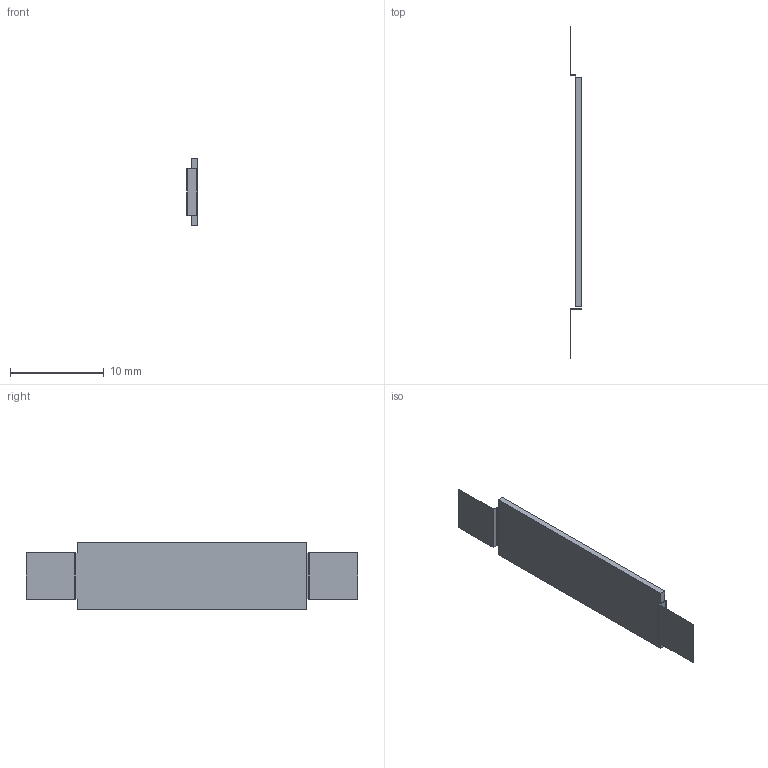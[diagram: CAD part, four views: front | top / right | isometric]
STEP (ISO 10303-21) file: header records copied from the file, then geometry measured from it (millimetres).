
FILE_DESCRIPTION((''),'2;1');
FILE_NAME('2600236','2018-09-14T',('dh4330'),(''),'CREO PARAMETRIC BY PTC INC, 2015200','CREO PARAMETRIC BY PTC INC, 2015200','');
FILE_SCHEMA(('CONFIG_CONTROL_DESIGN'));
Length unit declared in the file: inch
Products named in the file (1): 2600236
Bounding box: 1.17 x 35.48 x 7.2 mm (x, y, z)
Surface area: 520.5 mm2 (no closed solid volume)
Topology: 0 solids, 0 shells, 30 faces, 168 edges, 168 vertices
Faces by surface type: bspline 30
Entity records: 2336 total; most frequent: CARTESIAN_POINT 580, DIRECTION 252, TRIMMED_CURVE 236, VECTOR 220, LINE 220, DEFINITIONAL_REPRESENTATION 168, PCURVE 168, COMPOSITE_CURVE_SEGMENT 168
